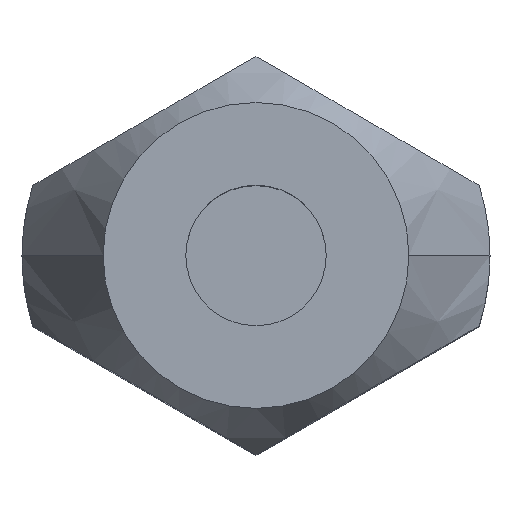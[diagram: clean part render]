
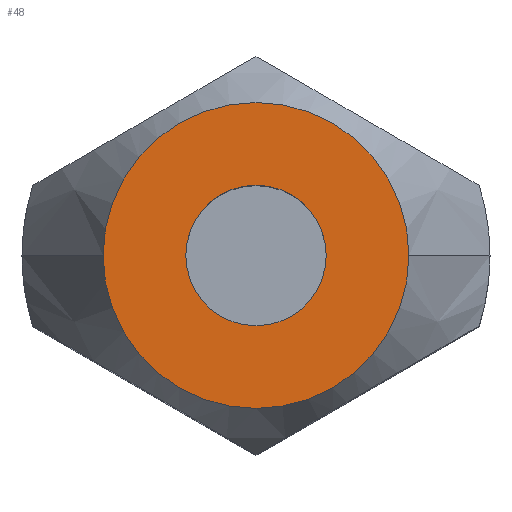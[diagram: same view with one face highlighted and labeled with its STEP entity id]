
A CAD part, top view. The second image highlights one B-rep face of the part: STEP entity #48.
In plain terms, the highlighted planar face has unit normal (0, 0, 1).
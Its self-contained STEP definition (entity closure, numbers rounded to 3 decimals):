
#5 = DIRECTION ( 'NONE',  ( 0., 0., 1. ) ) ;
#35 = EDGE_CURVE ( 'NONE', #672, #690, #431, .T. ) ;
#48 = ADVANCED_FACE ( 'NONE', ( #682, #332 ), #507, .F. ) ;
#58 = CARTESIAN_POINT ( 'NONE',  ( 0., 0., 11. ) ) ;
#62 = CARTESIAN_POINT ( 'NONE',  ( 1.5, 0., 11. ) ) ;
#72 = CARTESIAN_POINT ( 'NONE',  ( 0., 0., 11. ) ) ;
#117 = AXIS2_PLACEMENT_3D ( 'NONE', #499, #340, #691 ) ;
#128 = AXIS2_PLACEMENT_3D ( 'NONE', #58, #5, #519 ) ;
#130 = CIRCLE ( 'NONE', #128, 3.268 ) ;
#140 = CARTESIAN_POINT ( 'NONE',  ( 0., 0., 11. ) ) ;
#142 = CARTESIAN_POINT ( 'NONE',  ( -1.5, 0., 11. ) ) ;
#149 = CARTESIAN_POINT ( 'NONE',  ( 3.268, 0., 11. ) ) ;
#172 = ORIENTED_EDGE ( 'NONE', *, *, #263, .T. ) ;
#188 = VERTEX_POINT ( 'NONE', #648 ) ;
#197 = VERTEX_POINT ( 'NONE', #236 ) ;
#236 = CARTESIAN_POINT ( 'NONE',  ( -3.268, 0., 11. ) ) ;
#263 = EDGE_CURVE ( 'NONE', #197, #188, #130, .T. ) ;
#268 = DIRECTION ( 'NONE',  ( 0., 0., -1. ) ) ;
#281 = EDGE_LOOP ( 'NONE', ( #481, #554 ) ) ;
#297 = DIRECTION ( 'NONE',  ( 1., 0., 0. ) ) ;
#314 = EDGE_LOOP ( 'NONE', ( #172, #699 ) ) ;
#332 = FACE_OUTER_BOUND ( 'NONE', #314, .T. ) ;
#340 = DIRECTION ( 'NONE',  ( 0., 0., 1. ) ) ;
#363 = EDGE_CURVE ( 'NONE', #188, #197, #461, .T. ) ;
#383 = CIRCLE ( 'NONE', #433, 1.5 ) ;
#431 = CIRCLE ( 'NONE', #117, 1.5 ) ;
#433 = AXIS2_PLACEMENT_3D ( 'NONE', #72, #536, #297 ) ;
#461 = CIRCLE ( 'NONE', #551, 3.268 ) ;
#481 = ORIENTED_EDGE ( 'NONE', *, *, #35, .F. ) ;
#494 = DIRECTION ( 'NONE',  ( 0., 0., 1. ) ) ;
#499 = CARTESIAN_POINT ( 'NONE',  ( 0., 0., 11. ) ) ;
#507 = PLANE ( 'NONE',  #642 ) ;
#519 = DIRECTION ( 'NONE',  ( 1., 0., 0. ) ) ;
#536 = DIRECTION ( 'NONE',  ( 0., 0., 1. ) ) ;
#551 = AXIS2_PLACEMENT_3D ( 'NONE', #140, #494, #558 ) ;
#554 = ORIENTED_EDGE ( 'NONE', *, *, #661, .F. ) ;
#558 = DIRECTION ( 'NONE',  ( 1., 0., 0. ) ) ;
#630 = DIRECTION ( 'NONE',  ( -1., 0., 0. ) ) ;
#642 = AXIS2_PLACEMENT_3D ( 'NONE', #149, #268, #630 ) ;
#648 = CARTESIAN_POINT ( 'NONE',  ( 3.268, 0., 11. ) ) ;
#661 = EDGE_CURVE ( 'NONE', #690, #672, #383, .T. ) ;
#672 = VERTEX_POINT ( 'NONE', #62 ) ;
#682 = FACE_BOUND ( 'NONE', #281, .T. ) ;
#690 = VERTEX_POINT ( 'NONE', #142 ) ;
#691 = DIRECTION ( 'NONE',  ( 1., 0., 0. ) ) ;
#699 = ORIENTED_EDGE ( 'NONE', *, *, #363, .T. ) ;
